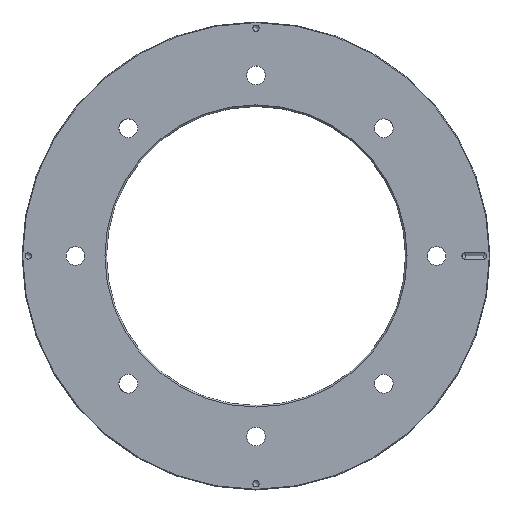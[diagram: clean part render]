
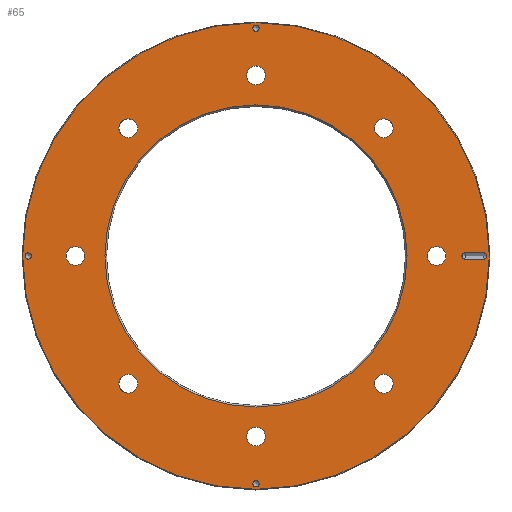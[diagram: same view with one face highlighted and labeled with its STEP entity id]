
A CAD part, top view. The second image highlights one B-rep face of the part: STEP entity #65.
In plain terms, the highlighted planar face has unit normal (0, 0, 1).
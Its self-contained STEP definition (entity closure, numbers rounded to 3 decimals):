
#65=ADVANCED_FACE('',(#121,#122,#123,#124,#125,#126,#127,#128,#129,#130,
#131,#132,#133,#134),#92,.T.);
#92=PLANE('',#472);
#99=LINE('',#647,#110);
#100=LINE('',#650,#111);
#101=LINE('',#654,#112);
#102=LINE('',#656,#113);
#103=LINE('',#658,#114);
#104=LINE('',#662,#115);
#110=VECTOR('',#519,1.);
#111=VECTOR('',#520,1.);
#112=VECTOR('',#523,1.);
#113=VECTOR('',#524,1.);
#114=VECTOR('',#525,1.);
#115=VECTOR('',#528,1.);
#121=FACE_BOUND('',#185,.T.);
#122=FACE_BOUND('',#186,.T.);
#123=FACE_BOUND('',#187,.T.);
#124=FACE_BOUND('',#188,.T.);
#125=FACE_BOUND('',#189,.T.);
#126=FACE_BOUND('',#190,.T.);
#127=FACE_BOUND('',#191,.T.);
#128=FACE_BOUND('',#192,.T.);
#129=FACE_BOUND('',#193,.T.);
#130=FACE_BOUND('',#194,.T.);
#131=FACE_BOUND('',#195,.T.);
#132=FACE_BOUND('',#196,.T.);
#133=FACE_BOUND('',#197,.T.);
#134=FACE_BOUND('',#198,.T.);
#185=EDGE_LOOP('',(#250));
#186=EDGE_LOOP('',(#251,#252,#253,#254,#255,#256,#257,#258));
#187=EDGE_LOOP('',(#259));
#188=EDGE_LOOP('',(#260));
#189=EDGE_LOOP('',(#261));
#190=EDGE_LOOP('',(#262));
#191=EDGE_LOOP('',(#263));
#192=EDGE_LOOP('',(#264));
#193=EDGE_LOOP('',(#265));
#194=EDGE_LOOP('',(#266));
#195=EDGE_LOOP('',(#267));
#196=EDGE_LOOP('',(#268));
#197=EDGE_LOOP('',(#269));
#198=EDGE_LOOP('',(#270));
#250=ORIENTED_EDGE('',*,*,#381,.T.);
#251=ORIENTED_EDGE('',*,*,#382,.F.);
#252=ORIENTED_EDGE('',*,*,#383,.F.);
#253=ORIENTED_EDGE('',*,*,#384,.T.);
#254=ORIENTED_EDGE('',*,*,#385,.F.);
#255=ORIENTED_EDGE('',*,*,#386,.T.);
#256=ORIENTED_EDGE('',*,*,#387,.T.);
#257=ORIENTED_EDGE('',*,*,#388,.T.);
#258=ORIENTED_EDGE('',*,*,#389,.T.);
#259=ORIENTED_EDGE('',*,*,#390,.T.);
#260=ORIENTED_EDGE('',*,*,#391,.T.);
#261=ORIENTED_EDGE('',*,*,#392,.T.);
#262=ORIENTED_EDGE('',*,*,#393,.T.);
#263=ORIENTED_EDGE('',*,*,#394,.T.);
#264=ORIENTED_EDGE('',*,*,#395,.T.);
#265=ORIENTED_EDGE('',*,*,#396,.T.);
#266=ORIENTED_EDGE('',*,*,#397,.T.);
#267=ORIENTED_EDGE('',*,*,#398,.T.);
#268=ORIENTED_EDGE('',*,*,#399,.T.);
#269=ORIENTED_EDGE('',*,*,#400,.T.);
#270=ORIENTED_EDGE('',*,*,#401,.T.);
#338=VERTEX_POINT('',#646);
#339=VERTEX_POINT('',#648);
#340=VERTEX_POINT('',#649);
#341=VERTEX_POINT('',#651);
#342=VERTEX_POINT('',#653);
#343=VERTEX_POINT('',#655);
#344=VERTEX_POINT('',#657);
#345=VERTEX_POINT('',#659);
#346=VERTEX_POINT('',#661);
#347=VERTEX_POINT('',#664);
#348=VERTEX_POINT('',#666);
#349=VERTEX_POINT('',#668);
#350=VERTEX_POINT('',#670);
#351=VERTEX_POINT('',#672);
#352=VERTEX_POINT('',#674);
#353=VERTEX_POINT('',#676);
#354=VERTEX_POINT('',#678);
#355=VERTEX_POINT('',#680);
#356=VERTEX_POINT('',#682);
#357=VERTEX_POINT('',#684);
#358=VERTEX_POINT('',#686);
#381=EDGE_CURVE('',#338,#338,#425,.T.);
#382=EDGE_CURVE('',#339,#340,#99,.T.);
#383=EDGE_CURVE('',#341,#339,#100,.T.);
#384=EDGE_CURVE('',#341,#342,#426,.T.);
#385=EDGE_CURVE('',#343,#342,#101,.T.);
#386=EDGE_CURVE('',#343,#344,#102,.T.);
#387=EDGE_CURVE('',#344,#345,#103,.T.);
#388=EDGE_CURVE('',#345,#346,#427,.T.);
#389=EDGE_CURVE('',#346,#340,#104,.T.);
#390=EDGE_CURVE('',#347,#347,#428,.T.);
#391=EDGE_CURVE('',#348,#348,#429,.T.);
#392=EDGE_CURVE('',#349,#349,#430,.T.);
#393=EDGE_CURVE('',#350,#350,#431,.T.);
#394=EDGE_CURVE('',#351,#351,#432,.T.);
#395=EDGE_CURVE('',#352,#352,#433,.T.);
#396=EDGE_CURVE('',#353,#353,#434,.T.);
#397=EDGE_CURVE('',#354,#354,#435,.T.);
#398=EDGE_CURVE('',#355,#355,#436,.T.);
#399=EDGE_CURVE('',#356,#356,#437,.T.);
#400=EDGE_CURVE('',#357,#357,#438,.T.);
#401=EDGE_CURVE('',#358,#358,#439,.T.);
#425=CIRCLE('',#457,1.);
#426=CIRCLE('',#458,1.);
#427=CIRCLE('',#459,1.);
#428=CIRCLE('',#460,3.);
#429=CIRCLE('',#461,3.);
#430=CIRCLE('',#462,3.);
#431=CIRCLE('',#463,3.);
#432=CIRCLE('',#464,3.);
#433=CIRCLE('',#465,3.);
#434=CIRCLE('',#466,3.);
#435=CIRCLE('',#467,3.);
#436=CIRCLE('',#468,74.92);
#437=CIRCLE('',#469,48.5);
#438=CIRCLE('',#470,1.);
#439=CIRCLE('',#471,1.);
#457=AXIS2_PLACEMENT_3D('',#645,#517,#518);
#458=AXIS2_PLACEMENT_3D('',#652,#521,#522);
#459=AXIS2_PLACEMENT_3D('',#660,#526,#527);
#460=AXIS2_PLACEMENT_3D('',#663,#529,#530);
#461=AXIS2_PLACEMENT_3D('',#665,#531,#532);
#462=AXIS2_PLACEMENT_3D('',#667,#533,#534);
#463=AXIS2_PLACEMENT_3D('',#669,#535,#536);
#464=AXIS2_PLACEMENT_3D('',#671,#537,#538);
#465=AXIS2_PLACEMENT_3D('',#673,#539,#540);
#466=AXIS2_PLACEMENT_3D('',#675,#541,#542);
#467=AXIS2_PLACEMENT_3D('',#677,#543,#544);
#468=AXIS2_PLACEMENT_3D('',#679,#545,#546);
#469=AXIS2_PLACEMENT_3D('',#681,#547,#548);
#470=AXIS2_PLACEMENT_3D('',#683,#549,#550);
#471=AXIS2_PLACEMENT_3D('',#685,#551,#552);
#472=AXIS2_PLACEMENT_3D('',#687,#553,#554);
#517=DIRECTION('',(0.,0.,-1.));
#518=DIRECTION('',(0.,-1.,0.));
#519=DIRECTION('',(1.,0.,0.));
#520=DIRECTION('',(0.,-1.,0.));
#521=DIRECTION('',(0.,0.,-1.));
#522=DIRECTION('',(-1.,0.,0.));
#523=DIRECTION('',(0.,-1.,0.));
#524=DIRECTION('',(1.,0.,0.));
#525=DIRECTION('',(0.,-1.,0.));
#526=DIRECTION('',(0.,0.,-1.));
#527=DIRECTION('',(-1.,0.,0.));
#528=DIRECTION('',(0.,-1.,0.));
#529=DIRECTION('',(0.,0.,-1.));
#530=DIRECTION('',(-1.,0.,0.));
#531=DIRECTION('',(0.,0.,-1.));
#532=DIRECTION('',(-0.707,-0.707,0.));
#533=DIRECTION('',(0.,0.,-1.));
#534=DIRECTION('',(0.,-1.,0.));
#535=DIRECTION('',(0.,0.,-1.));
#536=DIRECTION('',(0.707,-0.707,0.));
#537=DIRECTION('',(0.,0.,-1.));
#538=DIRECTION('',(1.,0.,0.));
#539=DIRECTION('',(0.,0.,-1.));
#540=DIRECTION('',(0.707,0.707,0.));
#541=DIRECTION('',(0.,0.,-1.));
#542=DIRECTION('',(0.,1.,0.));
#543=DIRECTION('',(0.,0.,-1.));
#544=DIRECTION('',(-0.707,0.707,0.));
#545=DIRECTION('',(0.,0.,1.));
#546=DIRECTION('',(1.,0.,0.));
#547=DIRECTION('',(0.,0.,-1.));
#548=DIRECTION('',(1.,0.,0.));
#549=DIRECTION('',(0.,0.,-1.));
#550=DIRECTION('',(-1.,0.,0.));
#551=DIRECTION('',(0.,0.,-1.));
#552=DIRECTION('',(1.,0.,0.));
#553=DIRECTION('',(0.,0.,1.));
#554=DIRECTION('',(1.,0.,0.));
#645=CARTESIAN_POINT('',(-73.12,0.,10.));
#646=CARTESIAN_POINT('',(-73.12,-1.,10.));
#647=CARTESIAN_POINT('',(67.15,-1.,10.));
#648=CARTESIAN_POINT('',(67.15,-1.,10.));
#649=CARTESIAN_POINT('',(73.15,-1.,10.));
#650=CARTESIAN_POINT('',(67.15,1.,10.));
#651=CARTESIAN_POINT('',(67.15,-1.,10.));
#652=CARTESIAN_POINT('',(67.12,0.,10.));
#653=CARTESIAN_POINT('',(67.15,1.,10.));
#654=CARTESIAN_POINT('',(67.15,1.,10.));
#655=CARTESIAN_POINT('',(67.15,1.,10.));
#656=CARTESIAN_POINT('',(67.15,1.,10.));
#657=CARTESIAN_POINT('',(73.15,1.,10.));
#658=CARTESIAN_POINT('',(73.15,1.,10.));
#659=CARTESIAN_POINT('',(73.15,1.,10.));
#660=CARTESIAN_POINT('',(73.12,0.,10.));
#661=CARTESIAN_POINT('',(73.15,-1.,10.));
#662=CARTESIAN_POINT('',(73.15,1.,10.));
#663=CARTESIAN_POINT('',(58.,0.,10.));
#664=CARTESIAN_POINT('',(55.,0.,10.));
#665=CARTESIAN_POINT('',(41.012,41.012,10.));
#666=CARTESIAN_POINT('',(38.891,38.891,10.));
#667=CARTESIAN_POINT('',(0.,58.,10.));
#668=CARTESIAN_POINT('',(0.,55.,10.));
#669=CARTESIAN_POINT('',(-41.012,41.012,10.));
#670=CARTESIAN_POINT('',(-38.891,38.891,10.));
#671=CARTESIAN_POINT('',(-58.,0.,10.));
#672=CARTESIAN_POINT('',(-55.,0.,10.));
#673=CARTESIAN_POINT('',(-41.012,-41.012,10.));
#674=CARTESIAN_POINT('',(-38.891,-38.891,10.));
#675=CARTESIAN_POINT('',(0.,-58.,10.));
#676=CARTESIAN_POINT('',(0.,-55.,10.));
#677=CARTESIAN_POINT('',(41.012,-41.012,10.));
#678=CARTESIAN_POINT('',(38.891,-38.891,10.));
#679=CARTESIAN_POINT('',(0.,0.,10.));
#680=CARTESIAN_POINT('',(74.92,0.,10.));
#681=CARTESIAN_POINT('',(0.,0.,10.));
#682=CARTESIAN_POINT('',(48.5,0.,10.));
#683=CARTESIAN_POINT('',(0.,73.12,10.));
#684=CARTESIAN_POINT('',(-1.,73.12,10.));
#685=CARTESIAN_POINT('',(0.,-73.12,10.));
#686=CARTESIAN_POINT('',(1.,-73.12,10.));
#687=CARTESIAN_POINT('',(0.,0.,10.));
